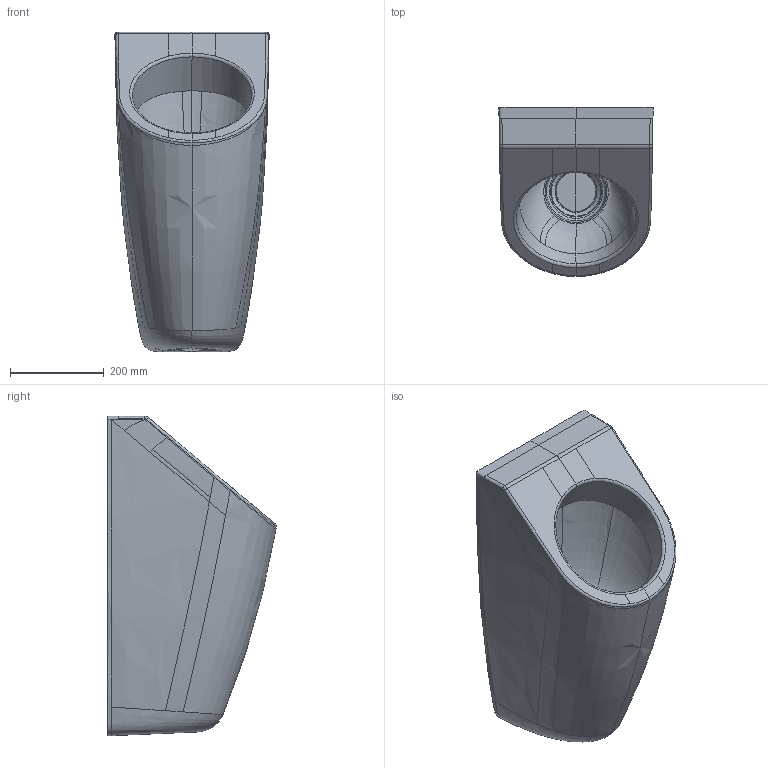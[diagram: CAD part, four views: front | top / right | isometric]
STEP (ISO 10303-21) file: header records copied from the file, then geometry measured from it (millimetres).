
FILE_DESCRIPTION(/* description */ (''),/* implementation_level */ '2;1');
FILE_NAME(/* name */ '558600_Matrix_Rund_UR.stp',/* time_stamp */ '2019-03-12T09:27:28+01:00',/* author */ (''),/* organization */ (''),/* preprocessor_version */ 'ST-DEVELOPER v16',/* originating_system */ 'SIEMENS PLM Software NX 10.0',/* authorisation */ '');
FILE_SCHEMA (('AUTOMOTIVE_DESIGN { 1 0 10303 214 3 1 1 1 }'));
Length unit declared in the file: millimetre
Products named in the file (1): Sier17249EAD8od0
Bounding box: 328.22 x 359.4 x 680.55 mm (x, y, z)
Volume: 37264295.5 mm3; surface area: 995342.3 mm2
Topology: 1 solids, 1 shells, 114 faces, 303 edges, 189 vertices
Faces by surface type: bspline 82, plane 18, cone 6, torus 6, cylinder 2
Entity records: 26021 total; most frequent: CARTESIAN_POINT 23986, ORIENTED_EDGE 602, EDGE_CURVE 301, B_SPLINE_CURVE_WITH_KNOTS 248, VERTEX_POINT 189, DIRECTION 120, ADVANCED_FACE 114, FACE_OUTER_BOUND 114
